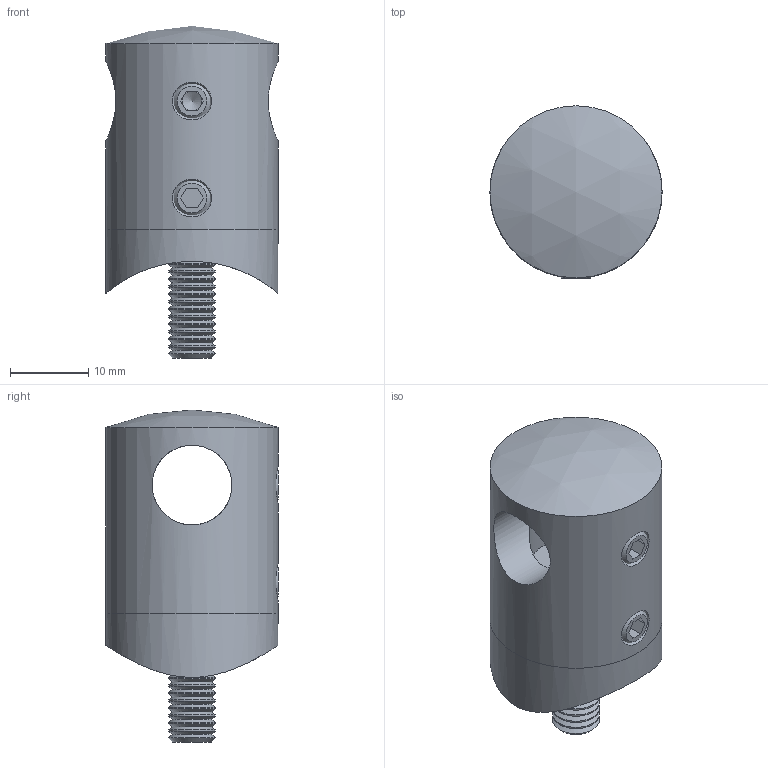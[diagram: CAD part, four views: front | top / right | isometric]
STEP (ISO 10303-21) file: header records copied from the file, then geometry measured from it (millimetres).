
FILE_DESCRIPTION (( 'STEP AP203' ), '1' );
FILE_NAME ('50404-240A.step', '2020-02-11T08:02:47', ( '' ), ( '' ), 'SwSTEP 2.0', 'SolidWorks 2015', '' );
FILE_SCHEMA (( 'CONFIG_CONTROL_DESIGN' ));
Length unit declared in the file: millimetre
Products named in the file (12): 50404-240A; Querstabhalter Teil2 Konfig_50XXX-240A Teil2 �33,7; Querstabhalter Teil1 Konfig; socket countersunk head screw_din; DIN914; Querstabhalter Teil2 Konfig; DIN914_DIN 914 M5x6; DIN913_DIN 913 M5x5; DIN913; Querstabhalter Teil1 Konfig_50XXX-240A Teil1 �10,2; socket countersunk head screw_din_DIN 7991 - M6 x 25 --- 25S
Assembly tree (7 placements, depth 2):
  50404-240A
    DIN913
    DIN914
  50404-240A
    Querstabhalter Teil1 Konfig_50XXX-240A Teil1 �10,2
    Querstabhalter Teil2 Konfig_50XXX-240A Teil2 �33,7
    DIN914_DIN 914 M5x6
    DIN913_DIN 913 M5x5
    socket countersunk head screw_din_DIN 7991 - M6 x 25 --- 25S
  Querstabhalter Teil1 Konfig
  socket countersunk head screw_din
  Querstabhalter Teil2 Konfig
Bounding box: 22 x 22 x 42.45 mm (x, y, z)
Volume: 8728.6 mm3; surface area: 6190.8 mm2
Topology: 5 solids, 5 shells, 375 faces, 925 edges, 590 vertices
Faces by surface type: plane 192, bspline 91, cone 54, cylinder 36, sphere 1, torus 1
Full cylindrical faces by diameter (mm): 4.2 x2, 5 x2, 6 x22, 6.5 x1, 10.2 x1, 11.57 x1, 11.9 x2, 12 x1, 18 x1, 22 x2
Entity records: 22153 total; most frequent: CARTESIAN_POINT 13161, ORIENTED_EDGE 1634, DIRECTION 1326, EDGE_CURVE 817, VERTEX_POINT 574, LINE 520, VECTOR 520, EDGE_LOOP 507
